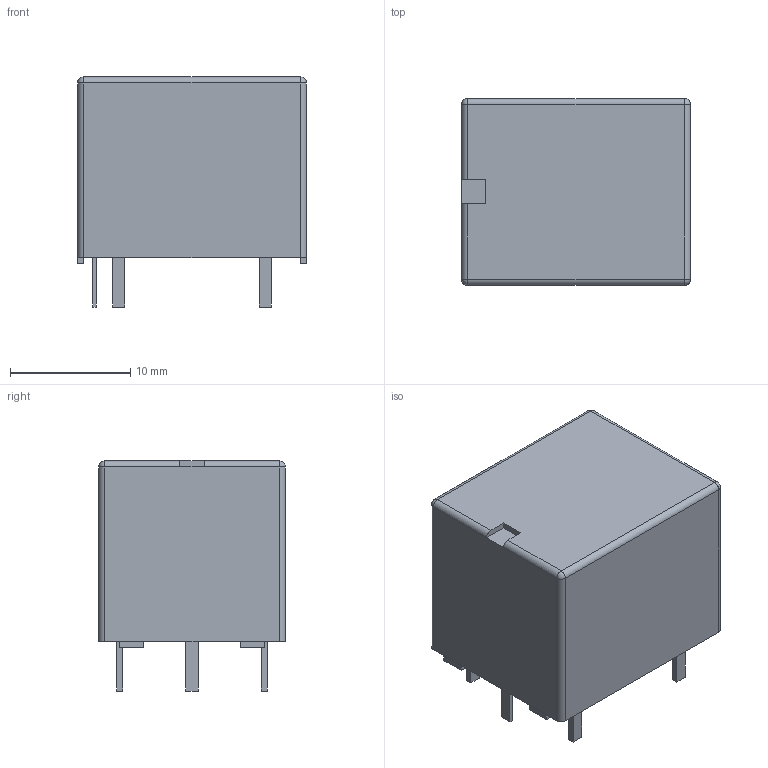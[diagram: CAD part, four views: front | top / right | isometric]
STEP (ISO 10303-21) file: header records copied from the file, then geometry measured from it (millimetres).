
FILE_DESCRIPTION((''),'2;1');
FILE_NAME('REL_IMO_SRM-1C.stp','2011-02-15T11:41:18',(''),(''),'Mechanical Desktop 2011','Mechanical Desktop 2011',', , ');
FILE_SCHEMA(('AUTOMOTIVE_DESIGN { 1 2 10303 214 1 1 1 1 }'));
Length unit declared in the file: millimetre
Products named in the file (1): Product
Bounding box: 19 x 15.5 x 19.1 mm (x, y, z)
Volume: 4420.2 mm3; surface area: 1680.7 mm2
Topology: 10 solids, 10 shells, 77 faces, 161 edges, 100 vertices
Faces by surface type: plane 52, bspline 12, cylinder 9, sphere 4
Entity records: 2020 total; most frequent: CARTESIAN_POINT 371, ORIENTED_EDGE 314, DIRECTION 307, EDGE_CURVE 157, VECTOR 139, LINE 139, VERTEX_POINT 100, AXIS2_PLACEMENT_3D 84
